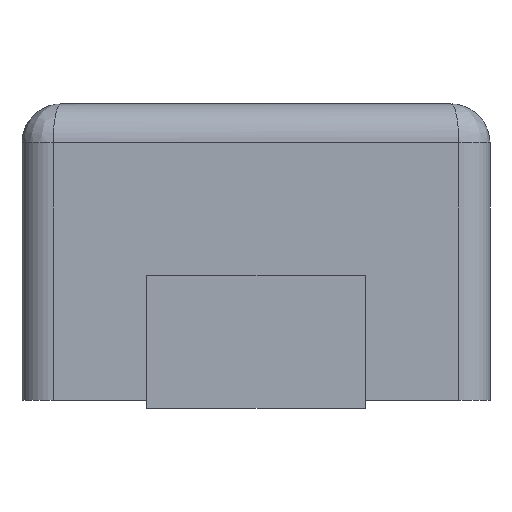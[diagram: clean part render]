
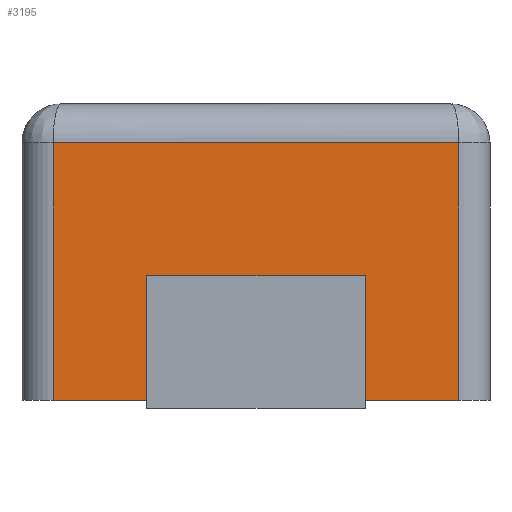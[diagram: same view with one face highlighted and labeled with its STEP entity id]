
A CAD part, front view. The second image highlights one B-rep face of the part: STEP entity #3195.
In plain terms, the highlighted planar face has unit normal (0, -1, 0).
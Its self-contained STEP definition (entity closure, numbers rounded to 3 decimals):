
#23 = ORIENTED_EDGE ( 'NONE', *, *, #593, .F. ) ;
#86 = ORIENTED_EDGE ( 'NONE', *, *, #312, .T. ) ;
#97 = VERTEX_POINT ( 'NONE', #3965 ) ;
#98 = EDGE_CURVE ( 'NONE', #1519, #4026, #1060, .T. ) ;
#143 = LINE ( 'NONE', #3026, #4138 ) ;
#273 = ORIENTED_EDGE ( 'NONE', *, *, #826, .F. ) ;
#312 = EDGE_CURVE ( 'NONE', #1282, #518, #4846, .T. ) ;
#474 = CARTESIAN_POINT ( 'NONE',  ( -1.3, -2., 1.9 ) ) ;
#518 = VERTEX_POINT ( 'NONE', #914 ) ;
#593 = EDGE_CURVE ( 'NONE', #2178, #97, #4611, .T. ) ;
#651 = CARTESIAN_POINT ( 'NONE',  ( 1.3, -2., 1.65 ) ) ;
#670 = VECTOR ( 'NONE', #2789, 1000. ) ;
#720 = ORIENTED_EDGE ( 'NONE', *, *, #98, .T. ) ;
#826 = EDGE_CURVE ( 'NONE', #4830, #2178, #2318, .T. ) ;
#851 = ORIENTED_EDGE ( 'NONE', *, *, #4353, .T. ) ;
#889 = DIRECTION ( 'NONE',  ( 0., 0., 1. ) ) ;
#914 = CARTESIAN_POINT ( 'NONE',  ( -1.3, -2., 0. ) ) ;
#924 = CARTESIAN_POINT ( 'NONE',  ( -0.7, -2., 0.1 ) ) ;
#1060 = LINE ( 'NONE', #1837, #4971 ) ;
#1134 = CARTESIAN_POINT ( 'NONE',  ( -1.3, -2., 1.9 ) ) ;
#1201 = DIRECTION ( 'NONE',  ( 0., 0., 1. ) ) ;
#1282 = VERTEX_POINT ( 'NONE', #2193 ) ;
#1519 = VERTEX_POINT ( 'NONE', #2117 ) ;
#1601 = CARTESIAN_POINT ( 'NONE',  ( 0.7, -2., 1.9 ) ) ;
#1657 = CARTESIAN_POINT ( 'NONE',  ( 1.3, -2., 0. ) ) ;
#1800 = VECTOR ( 'NONE', #1201, 1000. ) ;
#1837 = CARTESIAN_POINT ( 'NONE',  ( -1.3, -2., 0. ) ) ;
#1885 = FACE_OUTER_BOUND ( 'NONE', #3719, .T. ) ;
#1997 = EDGE_CURVE ( 'NONE', #5316, #4026, #3662, .T. ) ;
#2092 = CARTESIAN_POINT ( 'NONE',  ( -0.7, -2., 1.9 ) ) ;
#2117 = CARTESIAN_POINT ( 'NONE',  ( 0.7, -2., 0. ) ) ;
#2178 = VERTEX_POINT ( 'NONE', #924 ) ;
#2193 = CARTESIAN_POINT ( 'NONE',  ( -1.3, -2., 1.65 ) ) ;
#2218 = AXIS2_PLACEMENT_3D ( 'NONE', #474, #4205, #889 ) ;
#2271 = ORIENTED_EDGE ( 'NONE', *, *, #4681, .F. ) ;
#2318 = LINE ( 'NONE', #3986, #4223 ) ;
#2339 = DIRECTION ( 'NONE',  ( -1., 0., 0. ) ) ;
#2420 = DIRECTION ( 'NONE',  ( 1., 0., 0. ) ) ;
#2536 = DIRECTION ( 'NONE',  ( 0., 0., -1. ) ) ;
#2775 = DIRECTION ( 'NONE',  ( 0., 0., -1. ) ) ;
#2789 = DIRECTION ( 'NONE',  ( 0., 0., -1. ) ) ;
#3026 = CARTESIAN_POINT ( 'NONE',  ( -1.3, -2., 1.65 ) ) ;
#3084 = DIRECTION ( 'NONE',  ( 1., 0., 0. ) ) ;
#3195 = ADVANCED_FACE ( 'NONE', ( #1885 ), #4713, .F. ) ;
#3278 = ORIENTED_EDGE ( 'NONE', *, *, #1997, .F. ) ;
#3399 = ORIENTED_EDGE ( 'NONE', *, *, #4458, .T. ) ;
#3622 = CARTESIAN_POINT ( 'NONE',  ( -1.3, -2., 0. ) ) ;
#3662 = LINE ( 'NONE', #5318, #670 ) ;
#3719 = EDGE_LOOP ( 'NONE', ( #3278, #851, #86, #3399, #23, #273, #2271, #720 ) ) ;
#3903 = CARTESIAN_POINT ( 'NONE',  ( 0.7, -2., 0.1 ) ) ;
#3965 = CARTESIAN_POINT ( 'NONE',  ( -0.7, -2., 0. ) ) ;
#3986 = CARTESIAN_POINT ( 'NONE',  ( -0.7, -2., 0.1 ) ) ;
#4026 = VERTEX_POINT ( 'NONE', #1657 ) ;
#4138 = VECTOR ( 'NONE', #4692, 1000. ) ;
#4205 = DIRECTION ( 'NONE',  ( 0., 1., 0. ) ) ;
#4223 = VECTOR ( 'NONE', #2339, 1000. ) ;
#4244 = VECTOR ( 'NONE', #2420, 1000. ) ;
#4353 = EDGE_CURVE ( 'NONE', #5316, #1282, #143, .T. ) ;
#4458 = EDGE_CURVE ( 'NONE', #518, #97, #4946, .T. ) ;
#4542 = VECTOR ( 'NONE', #2775, 1000. ) ;
#4611 = LINE ( 'NONE', #2092, #5079 ) ;
#4681 = EDGE_CURVE ( 'NONE', #1519, #4830, #4842, .T. ) ;
#4692 = DIRECTION ( 'NONE',  ( -1., 0., 0. ) ) ;
#4713 = PLANE ( 'NONE',  #2218 ) ;
#4830 = VERTEX_POINT ( 'NONE', #3903 ) ;
#4842 = LINE ( 'NONE', #1601, #1800 ) ;
#4846 = LINE ( 'NONE', #1134, #4542 ) ;
#4946 = LINE ( 'NONE', #3622, #4244 ) ;
#4971 = VECTOR ( 'NONE', #3084, 1000. ) ;
#5079 = VECTOR ( 'NONE', #2536, 1000. ) ;
#5316 = VERTEX_POINT ( 'NONE', #651 ) ;
#5318 = CARTESIAN_POINT ( 'NONE',  ( 1.3, -2., 1.9 ) ) ;
